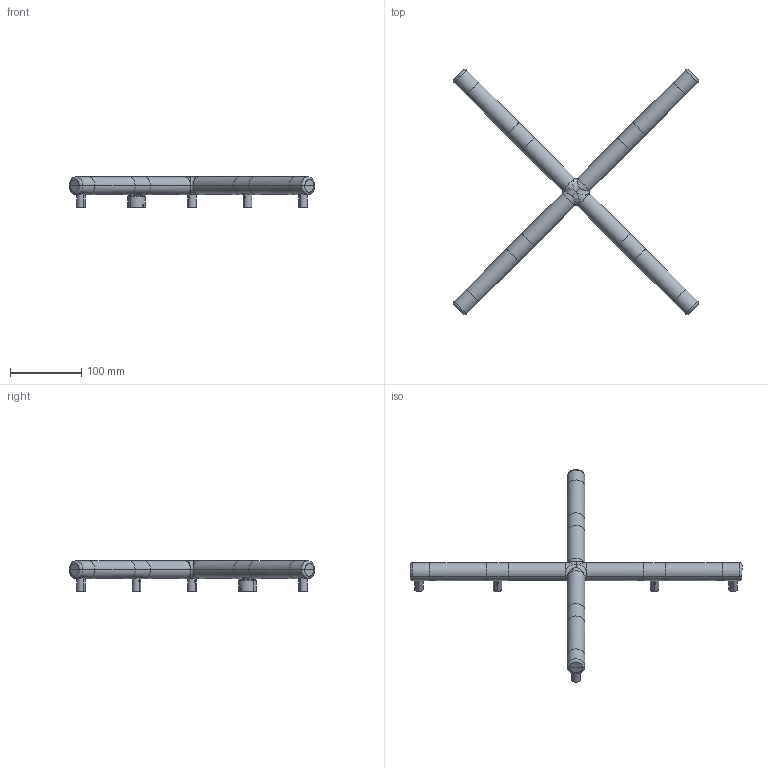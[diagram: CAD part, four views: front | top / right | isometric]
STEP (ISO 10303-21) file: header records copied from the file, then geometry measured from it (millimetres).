
FILE_DESCRIPTION(/* description */ (''),/* implementation_level */ '2;1');
FILE_NAME(/* name */ '1215X00_--A.O.L. L.M. LETTERA X',/* time_stamp */ '2024-06-06T15:47:24+02:00',/* author */ (''),/* organization */ (''),/* preprocessor_version */ 'ST-DEVELOPER v16.5',/* originating_system */ 'Rhino 7.37',/* authorisation */ '');
FILE_SCHEMA (('AUTOMOTIVE_DESIGN'));
Length unit declared in the file: millimetre
Products named in the file (1): Document
Bounding box: 343.3 x 343.3 x 42.5 mm (x, y, z)
Surface area: 82800.9 mm2 (no closed solid volume)
Topology: 0 solids, 10 shells, 303 faces, 739 edges, 456 vertices
Faces by surface type: cylinder 126, bspline 110, plane 67
Entity records: 20747 total; most frequent: CARTESIAN_POINT 13574, ORIENTED_EDGE 1397, EDGE_CURVE 739, VERTEX_POINT 456, B_SPLINE_CURVE_WITH_KNOTS 422, EDGE_LOOP 356, COLOUR_RGB 313, FILL_AREA_STYLE_COLOUR 313
